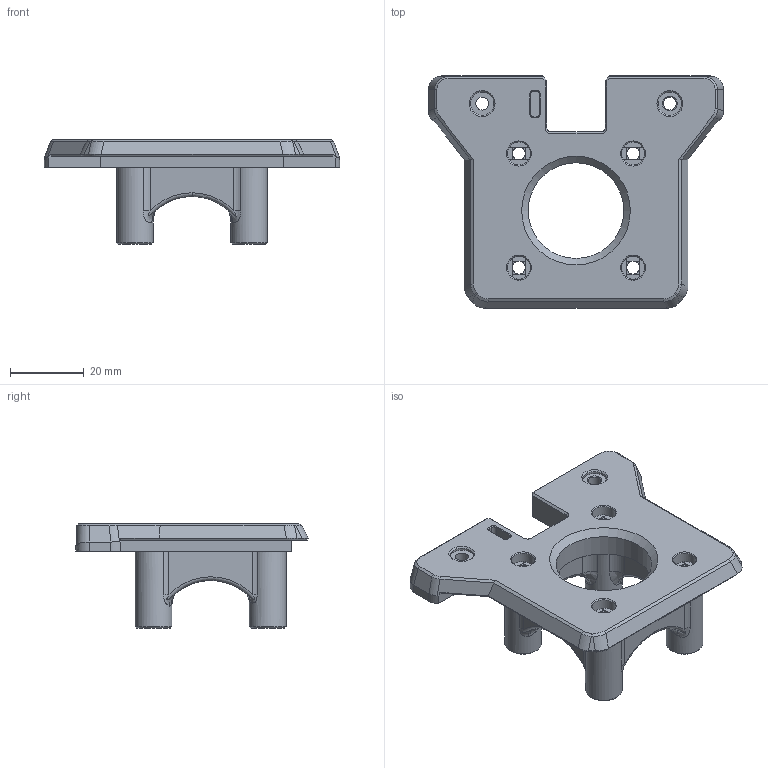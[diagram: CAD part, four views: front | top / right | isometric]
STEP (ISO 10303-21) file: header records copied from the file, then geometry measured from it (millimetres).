
FILE_DESCRIPTION(/* description */ (''),/* implementation_level */ '2;1');
FILE_NAME(/* name */ 'Z_stepper_rear_x1.step',/* time_stamp */ '2025-12-31T11:11:57-05:00',/* author */ (''),/* organization */ (''),/* preprocessor_version */ 'ST-DEVELOPER v20.1',/* originating_system */ 'Autodesk Translation Framework v14.21.0.0',/* authorisation */ '');
FILE_SCHEMA (('AUTOMOTIVE_DESIGN { 1 0 10303 214 3 1 1 }'));
Length unit declared in the file: millimetre
Products named in the file (1): Z_stepper_rear
Bounding box: 80.16 x 63.1 x 28.45 mm (x, y, z)
Volume: 29955.7 mm3; surface area: 14565.9 mm2
Topology: 1 solids, 1 shells, 262 faces, 660 edges, 404 vertices
Faces by surface type: plane 129, cylinder 59, bspline 40, cone 22, torus 12
Full cylindrical faces by diameter (mm): 3.5 x8, 6.3 x6, 10 x4, 26 x1
Entity records: 15979 total; most frequent: CARTESIAN_POINT 9829, ORIENTED_EDGE 1320, DIRECTION 1196, EDGE_CURVE 660, AXIS2_PLACEMENT_3D 417, VERTEX_POINT 404, LINE 362, VECTOR 362
